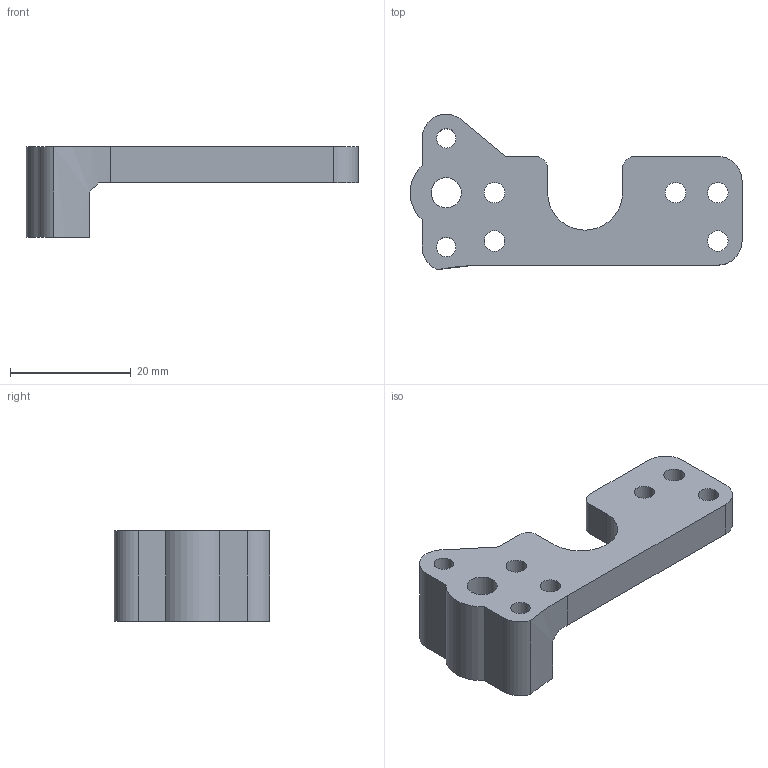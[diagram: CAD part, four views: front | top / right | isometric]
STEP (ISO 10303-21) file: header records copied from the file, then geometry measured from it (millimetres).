
FILE_DESCRIPTION(/* description */ (''),/* implementation_level */ '2;1');
FILE_NAME(/* name */ 'Extruder_Fixer_BLTouch.stp',/* time_stamp */ '2016-01-19T12:11:50+09:00',/* author */ ('inornate'),/* organization */ (''),/* preprocessor_version */ 'ST-DEVELOPER v15.2',/* originating_system */ 'Autodesk Inventor 2014',/* authorisation */ '');
FILE_SCHEMA (('AUTOMOTIVE_DESIGN { 1 0 10303 214 3 1 1 }'));
Length unit declared in the file: millimetre
Products named in the file (1): Extruder_Fixer_BLTouch
Bounding box: 55 x 25.74 x 15 mm (x, y, z)
Volume: 6395.4 mm3; surface area: 4069.2 mm2
Topology: 1 solids, 1 shells, 45 faces, 131 edges, 89 vertices
Faces by surface type: plane 28, cylinder 17
Full cylindrical faces by diameter (mm): 3.2 x2, 3.4 x5, 5 x1
Entity records: 1469 total; most frequent: CARTESIAN_POINT 248, DIRECTION 246, ORIENTED_EDGE 236, EDGE_CURVE 118, VERTEX_POINT 84, LINE 82, VECTOR 82, AXIS2_PLACEMENT_3D 82
